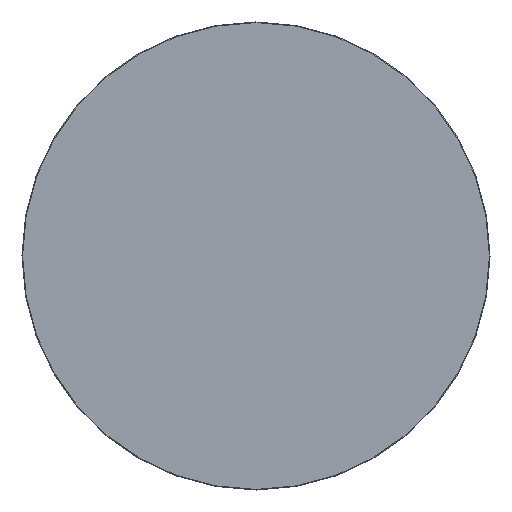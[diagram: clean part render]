
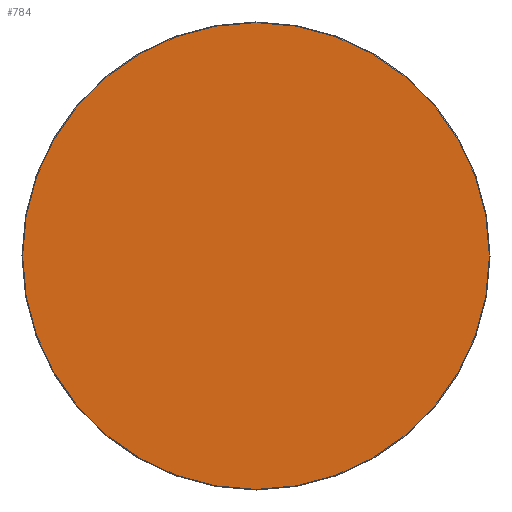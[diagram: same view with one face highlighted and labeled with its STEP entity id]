
A CAD part, left-side view. The second image highlights one B-rep face of the part: STEP entity #784.
In plain terms, the highlighted planar face has unit normal (-1, 0, 0).
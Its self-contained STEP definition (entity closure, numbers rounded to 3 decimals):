
#66 = PLANE ( 'NONE',  #131 ) ;
#131 = AXIS2_PLACEMENT_3D ( 'NONE', #1391, #554, #389 ) ;
#190 = AXIS2_PLACEMENT_3D ( 'NONE', #386, #1720, #1408 ) ;
#386 = CARTESIAN_POINT ( 'NONE',  ( 0., 0., 0. ) ) ;
#389 = DIRECTION ( 'NONE',  ( 0., 0., -1. ) ) ;
#472 = VERTEX_POINT ( 'NONE', #745 ) ;
#512 = CIRCLE ( 'NONE', #1425, 114.7 ) ;
#526 = EDGE_LOOP ( 'NONE', ( #1220, #963 ) ) ;
#554 = DIRECTION ( 'NONE',  ( 1., 0., 0. ) ) ;
#562 = FACE_OUTER_BOUND ( 'NONE', #526, .T. ) ;
#709 = EDGE_CURVE ( 'NONE', #472, #718, #512, .T. ) ;
#718 = VERTEX_POINT ( 'NONE', #905 ) ;
#745 = CARTESIAN_POINT ( 'NONE',  ( 0., 0., -114.7 ) ) ;
#784 = ADVANCED_FACE ( 'NONE', ( #562 ), #66, .F. ) ;
#905 = CARTESIAN_POINT ( 'NONE',  ( 0., 0., 114.7 ) ) ;
#963 = ORIENTED_EDGE ( 'NONE', *, *, #1296, .T. ) ;
#971 = CIRCLE ( 'NONE', #190, 114.7 ) ;
#1220 = ORIENTED_EDGE ( 'NONE', *, *, #709, .T. ) ;
#1238 = DIRECTION ( 'NONE',  ( 0., 0., 1. ) ) ;
#1296 = EDGE_CURVE ( 'NONE', #718, #472, #971, .T. ) ;
#1391 = CARTESIAN_POINT ( 'NONE',  ( 0., 0., 0. ) ) ;
#1403 = CARTESIAN_POINT ( 'NONE',  ( 0., 0., 0. ) ) ;
#1408 = DIRECTION ( 'NONE',  ( 0., 0., 1. ) ) ;
#1425 = AXIS2_PLACEMENT_3D ( 'NONE', #1403, #1879, #1238 ) ;
#1720 = DIRECTION ( 'NONE',  ( -1., 0., 0. ) ) ;
#1879 = DIRECTION ( 'NONE',  ( -1., 0., 0. ) ) ;
